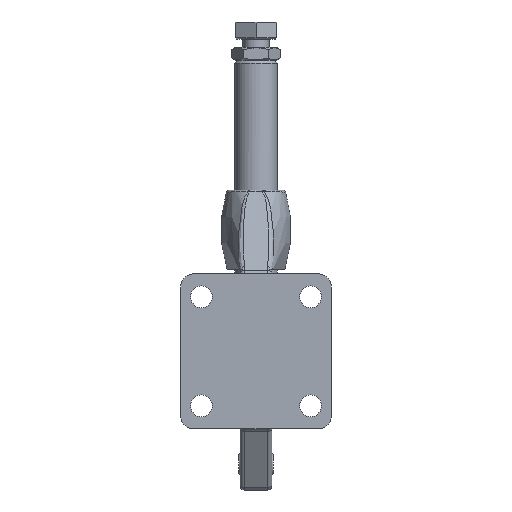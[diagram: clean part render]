
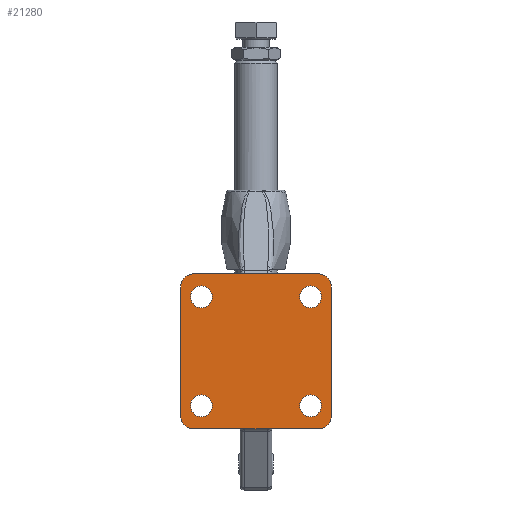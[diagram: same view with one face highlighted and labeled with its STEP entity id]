
A CAD part, front view. The second image highlights one B-rep face of the part: STEP entity #21280.
In plain terms, the highlighted planar face has unit normal (0, -1, 0).
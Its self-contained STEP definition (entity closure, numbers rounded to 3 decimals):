
#2064 = CARTESIAN_POINT ( 'NONE',  ( -20.7, -31.8, -81.9 ) ) ;
#2065 = DIRECTION ( 'NONE',  ( 0., 1., 0. ) ) ;
#2066 = DIRECTION ( 'NONE',  ( 0., 0., 1. ) ) ;
#2081 = CARTESIAN_POINT ( 'NONE',  ( 20.7, -31.8, -81.9 ) ) ;
#2082 = DIRECTION ( 'NONE',  ( 0., 1., 0. ) ) ;
#2083 = DIRECTION ( 'NONE',  ( 0., 0., 1. ) ) ;
#2106 = CARTESIAN_POINT ( 'NONE',  ( -20.7, -31.8, -40.5 ) ) ;
#2107 = DIRECTION ( 'NONE',  ( 0., 1., 0. ) ) ;
#2108 = DIRECTION ( 'NONE',  ( 0., 0., 1. ) ) ;
#2123 = CARTESIAN_POINT ( 'NONE',  ( 20.7, -31.8, -40.5 ) ) ;
#2124 = DIRECTION ( 'NONE',  ( 0., 1., 0. ) ) ;
#2125 = DIRECTION ( 'NONE',  ( 0., 0., 1. ) ) ;
#5484 = CIRCLE ( 'NONE', #16090, 4.15 ) ;
#5497 = CIRCLE ( 'NONE', #16093, 4.15 ) ;
#5507 = CIRCLE ( 'NONE', #16097, 4.15 ) ;
#5520 = CIRCLE ( 'NONE', #16100, 4.15 ) ;
#6388 = CARTESIAN_POINT ( 'NONE',  ( 20.7, -31.8, -86.05 ) ) ;
#6425 = CARTESIAN_POINT ( 'NONE',  ( -20.7, -31.8, -77.75 ) ) ;
#6426 = CARTESIAN_POINT ( 'NONE',  ( -20.7, -31.8, -86.05 ) ) ;
#6432 = CARTESIAN_POINT ( 'NONE',  ( -20.7, -31.8, -36.35 ) ) ;
#6434 = CARTESIAN_POINT ( 'NONE',  ( 20.7, -31.8, -77.75 ) ) ;
#6437 = CARTESIAN_POINT ( 'NONE',  ( 20.7, -31.8, -44.65 ) ) ;
#6440 = CARTESIAN_POINT ( 'NONE',  ( -20.7, -31.8, -44.65 ) ) ;
#6448 = CARTESIAN_POINT ( 'NONE',  ( 20.7, -31.8, -36.35 ) ) ;
#7923 = CARTESIAN_POINT ( 'NONE',  ( 28.6, -31.8, -85.6 ) ) ;
#7934 = CARTESIAN_POINT ( 'NONE',  ( -28.6, -31.8, -36.8 ) ) ;
#7936 = CARTESIAN_POINT ( 'NONE',  ( 28.6, -31.8, -36.8 ) ) ;
#7937 = CARTESIAN_POINT ( 'NONE',  ( -28.6, -31.8, -85.6 ) ) ;
#7939 = CARTESIAN_POINT ( 'NONE',  ( -23.6, -31.8, -90.6 ) ) ;
#7940 = CARTESIAN_POINT ( 'NONE',  ( 23.6, -31.8, -90.6 ) ) ;
#7941 = CARTESIAN_POINT ( 'NONE',  ( -23.6, -31.8, -31.8 ) ) ;
#7942 = CARTESIAN_POINT ( 'NONE',  ( 23.6, -31.8, -31.8 ) ) ;
#8516 = ORIENTED_EDGE ( 'NONE', *, *, #16822, .T. ) ;
#8517 = ORIENTED_EDGE ( 'NONE', *, *, #23574, .T. ) ;
#8518 = ORIENTED_EDGE ( 'NONE', *, *, #16823, .T. ) ;
#8519 = ORIENTED_EDGE ( 'NONE', *, *, #23581, .T. ) ;
#8520 = ORIENTED_EDGE ( 'NONE', *, *, #16824, .T. ) ;
#8521 = ORIENTED_EDGE ( 'NONE', *, *, #23590, .T. ) ;
#8522 = ORIENTED_EDGE ( 'NONE', *, *, #16825, .T. ) ;
#8523 = ORIENTED_EDGE ( 'NONE', *, *, #23597, .T. ) ;
#8524 = ORIENTED_EDGE ( 'NONE', *, *, #16826, .F. ) ;
#8525 = ORIENTED_EDGE ( 'NONE', *, *, #16827, .T. ) ;
#8526 = ORIENTED_EDGE ( 'NONE', *, *, #16828, .T. ) ;
#8527 = ORIENTED_EDGE ( 'NONE', *, *, #16829, .T. ) ;
#8528 = ORIENTED_EDGE ( 'NONE', *, *, #16821, .T. ) ;
#8529 = ORIENTED_EDGE ( 'NONE', *, *, #16830, .T. ) ;
#8530 = ORIENTED_EDGE ( 'NONE', *, *, #16831, .F. ) ;
#8531 = ORIENTED_EDGE ( 'NONE', *, *, #16832, .T. ) ;
#8876 = EDGE_LOOP ( 'NONE', ( #8524, #8525, #8526, #8527, #8528, #8529, #8530, #8531 ) ) ;
#8889 = EDGE_LOOP ( 'NONE', ( #8522, #8523 ) ) ;
#9412 = EDGE_LOOP ( 'NONE', ( #8520, #8521 ) ) ;
#9416 = EDGE_LOOP ( 'NONE', ( #8518, #8519 ) ) ;
#9431 = EDGE_LOOP ( 'NONE', ( #8516, #8517 ) ) ;
#11046 = CARTESIAN_POINT ( 'NONE',  ( 28.6, -31.8, -115. ) ) ;
#11048 = DIRECTION ( 'NONE',  ( 1., 0., 0. ) ) ;
#11050 = DIRECTION ( 'NONE',  ( 0., 0., 1. ) ) ;
#11051 = DIRECTION ( 'NONE',  ( 0., 0., 1. ) ) ;
#11056 = CARTESIAN_POINT ( 'NONE',  ( -20.7, -31.8, -81.9 ) ) ;
#11058 = DIRECTION ( 'NONE',  ( 0., 1., 0. ) ) ;
#11059 = DIRECTION ( 'NONE',  ( 0., 0., 1. ) ) ;
#11062 = CARTESIAN_POINT ( 'NONE',  ( 20.7, -31.8, -81.9 ) ) ;
#11064 = DIRECTION ( 'NONE',  ( 0., 1., 0. ) ) ;
#11066 = DIRECTION ( 'NONE',  ( 0., 0., 1. ) ) ;
#11070 = CARTESIAN_POINT ( 'NONE',  ( -20.7, -31.8, -40.5 ) ) ;
#11071 = DIRECTION ( 'NONE',  ( 0., 1., 0. ) ) ;
#11073 = DIRECTION ( 'NONE',  ( 0., 0., 1. ) ) ;
#11075 = CARTESIAN_POINT ( 'NONE',  ( -28.6, -31.8, -115. ) ) ;
#11077 = CARTESIAN_POINT ( 'NONE',  ( 20.7, -31.8, -40.5 ) ) ;
#11079 = DIRECTION ( 'NONE',  ( 0., 1., 0. ) ) ;
#11081 = DIRECTION ( 'NONE',  ( 0., 0., 1. ) ) ;
#11082 = CARTESIAN_POINT ( 'NONE',  ( -28.6, -31.8, -90.6 ) ) ;
#11088 = CARTESIAN_POINT ( 'NONE',  ( -23.6, -31.8, -85.6 ) ) ;
#11089 = DIRECTION ( 'NONE',  ( 0., -1., 0. ) ) ;
#11091 = DIRECTION ( 'NONE',  ( 0., 0., 1. ) ) ;
#11094 = CARTESIAN_POINT ( 'NONE',  ( -28.6, -31.8, -31.8 ) ) ;
#11097 = DIRECTION ( 'NONE',  ( 1., 0., 0. ) ) ;
#11099 = CARTESIAN_POINT ( 'NONE',  ( 23.6, -31.8, -85.6 ) ) ;
#11101 = DIRECTION ( 'NONE',  ( 0., -1., 0. ) ) ;
#11103 = DIRECTION ( 'NONE',  ( 0., 0., 1. ) ) ;
#11108 = CARTESIAN_POINT ( 'NONE',  ( 23.6, -31.8, -36.8 ) ) ;
#11110 = DIRECTION ( 'NONE',  ( 0., -1., 0. ) ) ;
#11112 = DIRECTION ( 'NONE',  ( 0., 0., 1. ) ) ;
#11122 = CARTESIAN_POINT ( 'NONE',  ( -23.6, -31.8, -36.8 ) ) ;
#11124 = DIRECTION ( 'NONE',  ( 0., -1., 0. ) ) ;
#11126 = DIRECTION ( 'NONE',  ( 0., 0., 1. ) ) ;
#12862 = FACE_OUTER_BOUND ( 'NONE', #8876, .T. ) ;
#12865 = FACE_BOUND ( 'NONE', #9431, .T. ) ;
#12866 = FACE_BOUND ( 'NONE', #9412, .T. ) ;
#12867 = FACE_BOUND ( 'NONE', #8889, .T. ) ;
#12868 = FACE_BOUND ( 'NONE', #9416, .T. ) ;
#15049 = DIRECTION ( 'NONE',  ( 0., 1., 0. ) ) ;
#15053 = CARTESIAN_POINT ( 'NONE',  ( 0., -31.8, -115. ) ) ;
#15056 = PLANE ( 'NONE',  #15639 ) ;
#15059 = DIRECTION ( 'NONE',  ( 0., 0., 1. ) ) ;
#15639 = AXIS2_PLACEMENT_3D ( 'NONE', #15053, #15049, #15059 ) ;
#16090 = AXIS2_PLACEMENT_3D ( 'NONE', #2064, #2065, #2066 ) ;
#16093 = AXIS2_PLACEMENT_3D ( 'NONE', #2081, #2082, #2083 ) ;
#16097 = AXIS2_PLACEMENT_3D ( 'NONE', #2106, #2107, #2108 ) ;
#16100 = AXIS2_PLACEMENT_3D ( 'NONE', #2123, #2124, #2125 ) ;
#16821 = EDGE_CURVE ( 'NONE', #27689, #27712, #22596, .T. ) ;
#16822 = EDGE_CURVE ( 'NONE', #24797, #24798, #22592, .T. ) ;
#16823 = EDGE_CURVE ( 'NONE', #24806, #24760, #22598, .T. ) ;
#16824 = EDGE_CURVE ( 'NONE', #24804, #24812, #22600, .T. ) ;
#16825 = EDGE_CURVE ( 'NONE', #24820, #24809, #22601, .T. ) ;
#16826 = EDGE_CURVE ( 'NONE', #27714, #27707, #22602, .T. ) ;
#16827 = EDGE_CURVE ( 'NONE', #27714, #27718, #22603, .T. ) ;
#16828 = EDGE_CURVE ( 'NONE', #27718, #27720, #22606, .T. ) ;
#16829 = EDGE_CURVE ( 'NONE', #27720, #27689, #22607, .T. ) ;
#16830 = EDGE_CURVE ( 'NONE', #27712, #27725, #22609, .T. ) ;
#16831 = EDGE_CURVE ( 'NONE', #27722, #27725, #22610, .T. ) ;
#16832 = EDGE_CURVE ( 'NONE', #27722, #27707, #22604, .T. ) ;
#21280 = ADVANCED_FACE ( 'NONE', ( #12865, #12868, #12866, #12867, #12862 ), #15056, .F. ) ;
#22592 = CIRCLE ( 'NONE', #23111, 4.15 ) ;
#22596 = LINE ( 'NONE', #11046, #22599 ) ;
#22598 = CIRCLE ( 'NONE', #23112, 4.15 ) ;
#22599 = VECTOR ( 'NONE', #11050, 1000. ) ;
#22600 = CIRCLE ( 'NONE', #23113, 4.15 ) ;
#22601 = CIRCLE ( 'NONE', #23114, 4.15 ) ;
#22602 = LINE ( 'NONE', #11075, #22605 ) ;
#22603 = CIRCLE ( 'NONE', #23115, 5. ) ;
#22604 = CIRCLE ( 'NONE', #23118, 5. ) ;
#22605 = VECTOR ( 'NONE', #11051, 1000. ) ;
#22606 = LINE ( 'NONE', #11082, #22608 ) ;
#22607 = CIRCLE ( 'NONE', #23116, 5. ) ;
#22608 = VECTOR ( 'NONE', #11048, 1000. ) ;
#22609 = CIRCLE ( 'NONE', #23117, 5. ) ;
#22610 = LINE ( 'NONE', #11094, #22612 ) ;
#22612 = VECTOR ( 'NONE', #11097, 1000. ) ;
#23111 = AXIS2_PLACEMENT_3D ( 'NONE', #11056, #11058, #11059 ) ;
#23112 = AXIS2_PLACEMENT_3D ( 'NONE', #11062, #11064, #11066 ) ;
#23113 = AXIS2_PLACEMENT_3D ( 'NONE', #11070, #11071, #11073 ) ;
#23114 = AXIS2_PLACEMENT_3D ( 'NONE', #11077, #11079, #11081 ) ;
#23115 = AXIS2_PLACEMENT_3D ( 'NONE', #11088, #11089, #11091 ) ;
#23116 = AXIS2_PLACEMENT_3D ( 'NONE', #11099, #11101, #11103 ) ;
#23117 = AXIS2_PLACEMENT_3D ( 'NONE', #11108, #11110, #11112 ) ;
#23118 = AXIS2_PLACEMENT_3D ( 'NONE', #11122, #11124, #11126 ) ;
#23574 = EDGE_CURVE ( 'NONE', #24798, #24797, #5484, .T. ) ;
#23581 = EDGE_CURVE ( 'NONE', #24760, #24806, #5497, .T. ) ;
#23590 = EDGE_CURVE ( 'NONE', #24812, #24804, #5507, .T. ) ;
#23597 = EDGE_CURVE ( 'NONE', #24809, #24820, #5520, .T. ) ;
#24760 = VERTEX_POINT ( 'NONE', #6388 ) ;
#24797 = VERTEX_POINT ( 'NONE', #6425 ) ;
#24798 = VERTEX_POINT ( 'NONE', #6426 ) ;
#24804 = VERTEX_POINT ( 'NONE', #6432 ) ;
#24806 = VERTEX_POINT ( 'NONE', #6434 ) ;
#24809 = VERTEX_POINT ( 'NONE', #6437 ) ;
#24812 = VERTEX_POINT ( 'NONE', #6440 ) ;
#24820 = VERTEX_POINT ( 'NONE', #6448 ) ;
#27689 = VERTEX_POINT ( 'NONE', #7923 ) ;
#27707 = VERTEX_POINT ( 'NONE', #7934 ) ;
#27712 = VERTEX_POINT ( 'NONE', #7936 ) ;
#27714 = VERTEX_POINT ( 'NONE', #7937 ) ;
#27718 = VERTEX_POINT ( 'NONE', #7939 ) ;
#27720 = VERTEX_POINT ( 'NONE', #7940 ) ;
#27722 = VERTEX_POINT ( 'NONE', #7941 ) ;
#27725 = VERTEX_POINT ( 'NONE', #7942 ) ;
